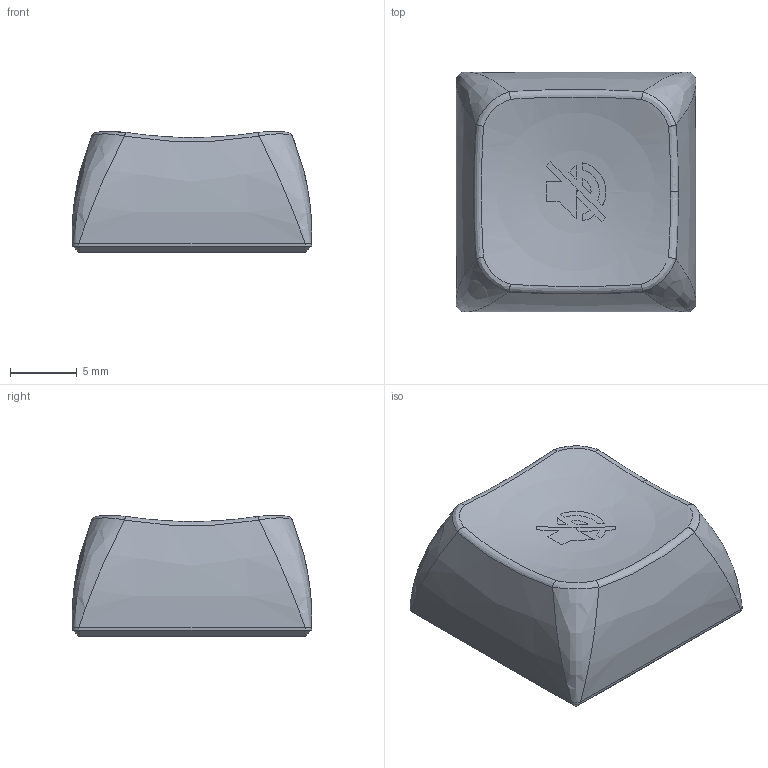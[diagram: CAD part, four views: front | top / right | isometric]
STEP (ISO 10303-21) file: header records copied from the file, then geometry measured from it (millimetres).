
FILE_DESCRIPTION(('Open CASCADE Model'),'2;1');
FILE_NAME('󰖁','2025-07-26T23:18:22',('Author'),('Open CASCADE'), 'Open CASCADE STEP processor 7.8','build123d','Unknown');
FILE_SCHEMA(('AUTOMOTIVE_DESIGN { 1 0 10303 214 1 1 1 1 }'));
Length unit declared in the file: millimetre
Products named in the file (9): =>[0:1:1:2]; ó°; SOLID; ASSEMBLY
Assembly tree (8 placements, depth 5):
  =>[0:1:1:2]
    ó°
      SOLID
      ASSEMBLY
        ASSEMBLY
          SOLID
          SOLID
          SOLID
          SOLID
Bounding box: 18 x 18 x 9.08 mm (x, y, z)
Volume: 1259.6 mm3; surface area: 1537.2 mm2
Topology: 5 solids, 5 shells, 137 faces, 358 edges, 230 vertices
Faces by surface type: plane 69, bspline 26, extrusion 24, cylinder 9, sphere 5, cone 4
Full cylindrical faces by diameter (mm): 5.5 x1
Entity records: 16239 total; most frequent: CARTESIAN_POINT 9657, DIRECTION 989, ORIENTED_EDGE 706, PCURVE 706, DEFINITIONAL_REPRESENTATION 706, VECTOR 582, LINE 558, B_SPLINE_CURVE_WITH_KNOTS 356
